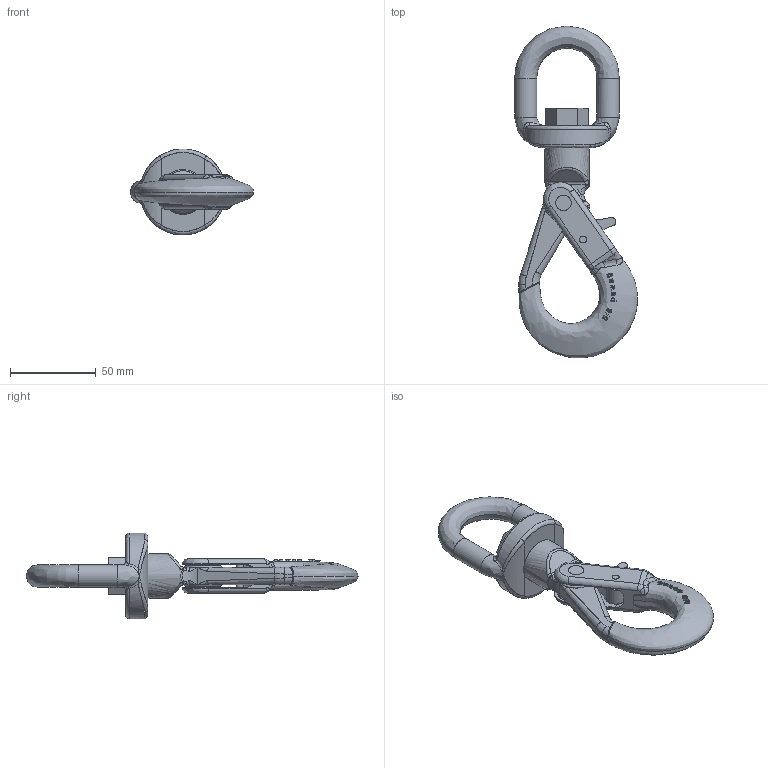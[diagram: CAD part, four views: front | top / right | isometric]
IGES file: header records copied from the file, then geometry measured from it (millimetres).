
Global section: file name: pewag_WLHW_WLHBW_6.igs; native system: NX V4.0; preprocessor: UGS NX IGES V4.0; date: 20100114.154652; units: millimetre
Bounding box: 71.55 x 193.24 x 49.95 mm (x, y, z)
Surface area: 34443.8 mm2 (no closed solid volume)
Topology: 0 solids, 0 shells, 355 faces, 2284 edges, 2256 vertices
Faces by surface type: bspline 347, offset 8
